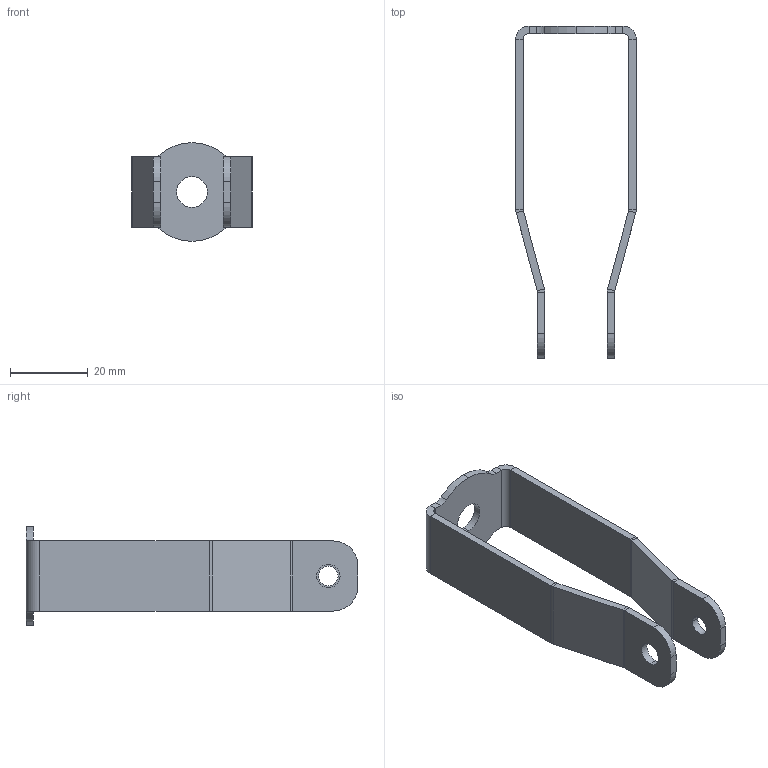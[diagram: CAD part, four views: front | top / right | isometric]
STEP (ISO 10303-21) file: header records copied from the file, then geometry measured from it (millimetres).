
FILE_DESCRIPTION (( 'STEP AP203' ), '1' );
FILE_NAME ('TPR Brake U.STEP', '2024-05-23T17:26:25', ( '' ), ( '' ), 'SwSTEP 2.0', 'SolidWorks 2024', '' );
FILE_SCHEMA (( 'CONFIG_CONTROL_DESIGN' ));
Length unit declared in the file: inch
Products named in the file (1): TPR Brake U
Bounding box: 31 x 85.44 x 25.4 mm (x, y, z)
Volume: 6702.8 mm3; surface area: 7957.4 mm2
Topology: 1 solids, 1 shells, 73 faces, 165 edges, 94 vertices
Faces by surface type: plane 44, cylinder 29
Entity records: 2084 total; most frequent: DIRECTION 371, CARTESIAN_POINT 333, ORIENTED_EDGE 330, EDGE_CURVE 165, AXIS2_PLACEMENT_3D 132, VECTOR 107, LINE 107, VERTEX_POINT 94
